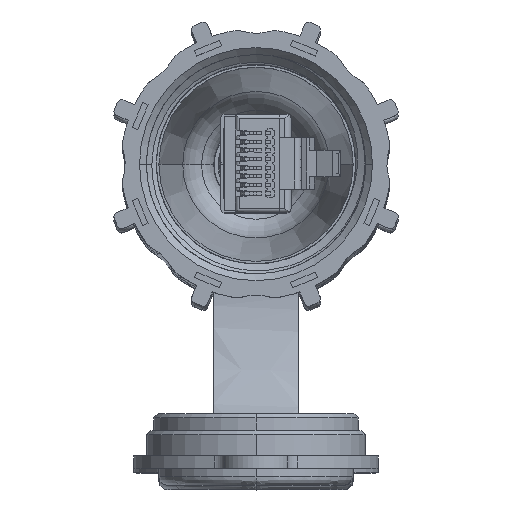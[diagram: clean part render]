
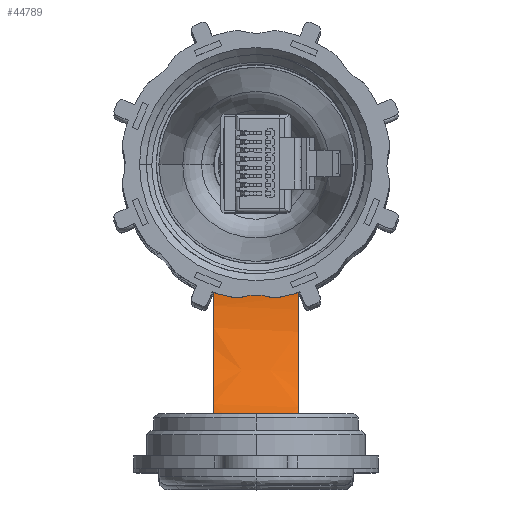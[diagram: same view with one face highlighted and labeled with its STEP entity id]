
A CAD part, top view. The second image highlights one B-rep face of the part: STEP entity #44789.
In plain terms, the highlighted free-form (B-spline) face has degree [3, 3] with [4, 4] control points.
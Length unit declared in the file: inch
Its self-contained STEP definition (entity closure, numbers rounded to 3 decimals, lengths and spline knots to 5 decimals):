
#4149 = CARTESIAN_POINT ( 'NONE',  ( 1.77628, 0.22507, -1.84717 ) ) ;
#5200 = EDGE_CURVE ( 'NONE', #56254, #31058, #33994, .T. ) ;
#6815 = CARTESIAN_POINT ( 'NONE',  ( 0.93898, -0.0374, -2.19389 ) ) ;
#7714 = ORIENTED_EDGE ( 'NONE', *, *, #57025, .T. ) ;
#8755 = CARTESIAN_POINT ( 'NONE',  ( 1.77629, -0.0374, -1.84718 ) ) ;
#9166 = CARTESIAN_POINT ( 'NONE',  ( 1.77628, -0.0374, -1.84717 ) ) ;
#9506 = CARTESIAN_POINT ( 'NONE',  ( 1.77628, 0.3563, -1.84717 ) ) ;
#10178 = CARTESIAN_POINT ( 'NONE',  ( 0.62978, -0.0374, -1.88935 ) ) ;
#11841 = CARTESIAN_POINT ( 'NONE',  ( 1.77629, -0.0374, -1.84718 ) ) ;
#13860 = FACE_OUTER_BOUND ( 'NONE', #42023, .T. ) ;
#13938 = CARTESIAN_POINT ( 'NONE',  ( 0.62978, -0.0374, -1.88935 ) ) ;
#16045 = CARTESIAN_POINT ( 'NONE',  ( 0.93898, 0.3563, -2.19389 ) ) ;
#19132 = CARTESIAN_POINT ( 'NONE',  ( 1.77628, 0.22507, -1.84717 ) ) ;
#19219 = CARTESIAN_POINT ( 'NONE',  ( 1.47658, 0.09383, -2.16915 ) ) ;
#19863 = CARTESIAN_POINT ( 'NONE',  ( 0.62979, 0.09383, -1.88934 ) ) ;
#21013 = B_SPLINE_CURVE_WITH_KNOTS ( 'NONE', 3,
 ( #8755, #59513, #19132, #50167 ),
 .UNSPECIFIED., .F., .F.,
 ( 4, 4 ),
 ( 0., 1. ),
 .UNSPECIFIED. ) ;
#24091 = CARTESIAN_POINT ( 'NONE',  ( 1.77629, -0.0374, -1.84718 ) ) ;
#24212 = CARTESIAN_POINT ( 'NONE',  ( 0.93898, -0.0374, -2.19389 ) ) ;
#27681 = CARTESIAN_POINT ( 'NONE',  ( 0.62978, 0.3563, -1.88935 ) ) ;
#29548 = CARTESIAN_POINT ( 'NONE',  ( 0.93898, 0.3563, -2.19389 ) ) ;
#31058 = VERTEX_POINT ( 'NONE', #10178 ) ;
#33458 = B_SPLINE_SURFACE_WITH_KNOTS ( 'NONE', 3, 3, ( 
 ( #65621, #19863, #34231, #54606 ),
 ( #24212, #44598, #35234, #29548 ),
 ( #64959, #19219, #39585, #59940 ),
 ( #9166, #49916, #4149, #9506 ) ),
 .UNSPECIFIED., .F., .F., .F.,
 ( 4, 4 ),
 ( 4, 4 ),
 ( -0.06791, -0.0344 ),
 ( -0.0175, -0.0075 ),
 .UNSPECIFIED. ) ;
#33994 = B_SPLINE_CURVE_WITH_KNOTS ( 'NONE', 3,
 ( #54677, #54011, #38666, #13938 ),
 .UNSPECIFIED., .F., .F.,
 ( 4, 4 ),
 ( 0., 1. ),
 .UNSPECIFIED. ) ;
#34231 = CARTESIAN_POINT ( 'NONE',  ( 0.62979, 0.22507, -1.88934 ) ) ;
#35234 = CARTESIAN_POINT ( 'NONE',  ( 0.95193, 0.22507, -2.1897 ) ) ;
#38666 = CARTESIAN_POINT ( 'NONE',  ( 0.62979, 0.09383, -1.88934 ) ) ;
#39585 = CARTESIAN_POINT ( 'NONE',  ( 1.47658, 0.22507, -2.16915 ) ) ;
#40778 = CARTESIAN_POINT ( 'NONE',  ( 0.62978, 0.3563, -1.88935 ) ) ;
#41421 = CARTESIAN_POINT ( 'NONE',  ( 1.48979, 0.3563, -2.17215 ) ) ;
#41568 = ORIENTED_EDGE ( 'NONE', *, *, #5200, .T. ) ;
#42023 = EDGE_LOOP ( 'NONE', ( #7714, #62285, #61402, #41568 ) ) ;
#42881 = EDGE_CURVE ( 'NONE', #55446, #47079, #21013, .T. ) ;
#44598 = CARTESIAN_POINT ( 'NONE',  ( 0.95193, 0.09383, -2.1897 ) ) ;
#44789 = ADVANCED_FACE ( 'NONE', ( #13860 ), #33458, .T. ) ;
#47079 = VERTEX_POINT ( 'NONE', #51336 ) ;
#48253 = B_SPLINE_CURVE_WITH_KNOTS ( 'NONE', 3,
 ( #57581, #6815, #52259, #11841 ),
 .UNSPECIFIED., .F., .F.,
 ( 4, 4 ),
 ( 0., 1. ),
 .UNSPECIFIED. ) ;
#49916 = CARTESIAN_POINT ( 'NONE',  ( 1.77628, 0.09383, -1.84717 ) ) ;
#50167 = CARTESIAN_POINT ( 'NONE',  ( 1.77629, 0.3563, -1.84718 ) ) ;
#50798 = EDGE_CURVE ( 'NONE', #47079, #56254, #63235, .T. ) ;
#51336 = CARTESIAN_POINT ( 'NONE',  ( 1.77629, 0.3563, -1.84718 ) ) ;
#52259 = CARTESIAN_POINT ( 'NONE',  ( 1.48979, -0.0374, -2.17215 ) ) ;
#54011 = CARTESIAN_POINT ( 'NONE',  ( 0.62979, 0.22507, -1.88934 ) ) ;
#54606 = CARTESIAN_POINT ( 'NONE',  ( 0.62979, 0.3563, -1.88934 ) ) ;
#54677 = CARTESIAN_POINT ( 'NONE',  ( 0.62978, 0.3563, -1.88935 ) ) ;
#55446 = VERTEX_POINT ( 'NONE', #24091 ) ;
#56254 = VERTEX_POINT ( 'NONE', #27681 ) ;
#57025 = EDGE_CURVE ( 'NONE', #31058, #55446, #48253, .T. ) ;
#57581 = CARTESIAN_POINT ( 'NONE',  ( 0.62978, -0.0374, -1.88935 ) ) ;
#59513 = CARTESIAN_POINT ( 'NONE',  ( 1.77628, 0.09383, -1.84717 ) ) ;
#59940 = CARTESIAN_POINT ( 'NONE',  ( 1.48979, 0.3563, -2.17215 ) ) ;
#61402 = ORIENTED_EDGE ( 'NONE', *, *, #50798, .T. ) ;
#62285 = ORIENTED_EDGE ( 'NONE', *, *, #42881, .T. ) ;
#62441 = CARTESIAN_POINT ( 'NONE',  ( 1.77629, 0.3563, -1.84718 ) ) ;
#63235 = B_SPLINE_CURVE_WITH_KNOTS ( 'NONE', 3,
 ( #62441, #41421, #16045, #40778 ),
 .UNSPECIFIED., .F., .F.,
 ( 4, 4 ),
 ( 0., 1. ),
 .UNSPECIFIED. ) ;
#64959 = CARTESIAN_POINT ( 'NONE',  ( 1.48979, -0.0374, -2.17215 ) ) ;
#65621 = CARTESIAN_POINT ( 'NONE',  ( 0.62979, -0.0374, -1.88934 ) ) ;
